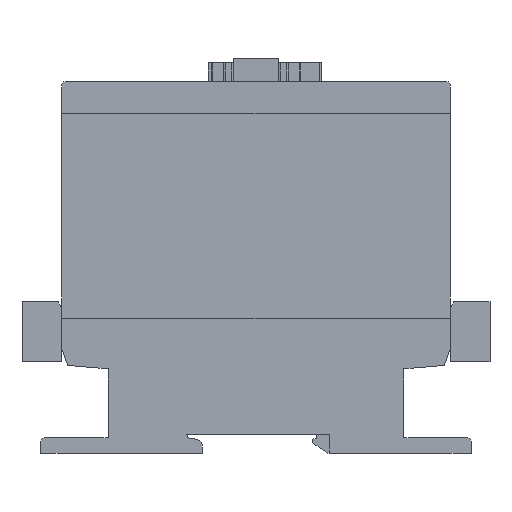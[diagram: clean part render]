
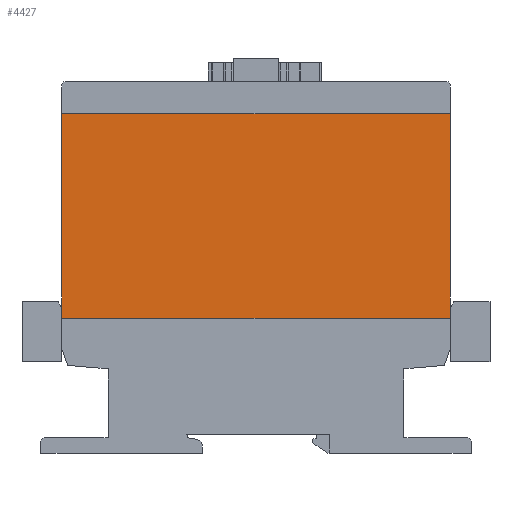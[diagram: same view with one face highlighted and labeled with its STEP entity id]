
A CAD part, left-side view. The second image highlights one B-rep face of the part: STEP entity #4427.
In plain terms, the highlighted planar face has unit normal (-1, 0, 0).
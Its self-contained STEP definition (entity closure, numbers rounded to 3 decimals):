
#608=FACE_OUTER_BOUND($,#810,.T.);
#810=EDGE_LOOP($,(#3284,#3285,#3286,#3287));
#1016=LINE($,#6505,#1707);
#1019=LINE($,#6511,#1710);
#1022=LINE($,#6517,#1713);
#1025=LINE($,#6521,#1716);
#1707=VECTOR($,#5066,59.427);
#1710=VECTOR($,#5071,112.995);
#1713=VECTOR($,#5076,59.427);
#1716=VECTOR($,#5081,112.995);
#2396=VERTEX_POINT($,#6502);
#2397=VERTEX_POINT($,#6504);
#2399=VERTEX_POINT($,#6510);
#2401=VERTEX_POINT($,#6516);
#2742=EDGE_CURVE($,#2397,#2396,#1016,.T.);
#2745=EDGE_CURVE($,#2399,#2397,#1019,.T.);
#2748=EDGE_CURVE($,#2401,#2399,#1022,.T.);
#2751=EDGE_CURVE($,#2396,#2401,#1025,.T.);
#3284=ORIENTED_EDGE($,*,*,#2751,.T.);
#3285=ORIENTED_EDGE($,*,*,#2748,.T.);
#3286=ORIENTED_EDGE($,*,*,#2745,.T.);
#3287=ORIENTED_EDGE($,*,*,#2742,.T.);
#4262=PLANE($,#4666);
#4427=ADVANCED_FACE($,(#608),#4262,.T.);
#4666=AXIS2_PLACEMENT_3D($,#6522,#5082,#5083);
#5066=DIRECTION($,(0.,0.,-1.));
#5071=DIRECTION($,(0.,1.,0.));
#5076=DIRECTION($,(0.,0.,1.));
#5081=DIRECTION($,(0.,-1.,0.));
#5082=DIRECTION('center_axis',(-1.,0.,0.));
#5083=DIRECTION('ref_axis',(0.,0.,1.));
#6502=CARTESIAN_POINT('',(0.,56.497,39.268));
#6504=CARTESIAN_POINT('',(0.,56.497,98.695));
#6505=CARTESIAN_POINT($,(0.,56.497,98.695));
#6510=CARTESIAN_POINT('',(0.,-56.499,98.695));
#6511=CARTESIAN_POINT($,(0.,-56.499,98.695));
#6516=CARTESIAN_POINT('',(0.,-56.499,39.268));
#6517=CARTESIAN_POINT($,(0.,-56.499,39.268));
#6521=CARTESIAN_POINT($,(0.,56.497,39.268));
#6522=CARTESIAN_POINT('Origin',(0.,-0.001,
68.982));
